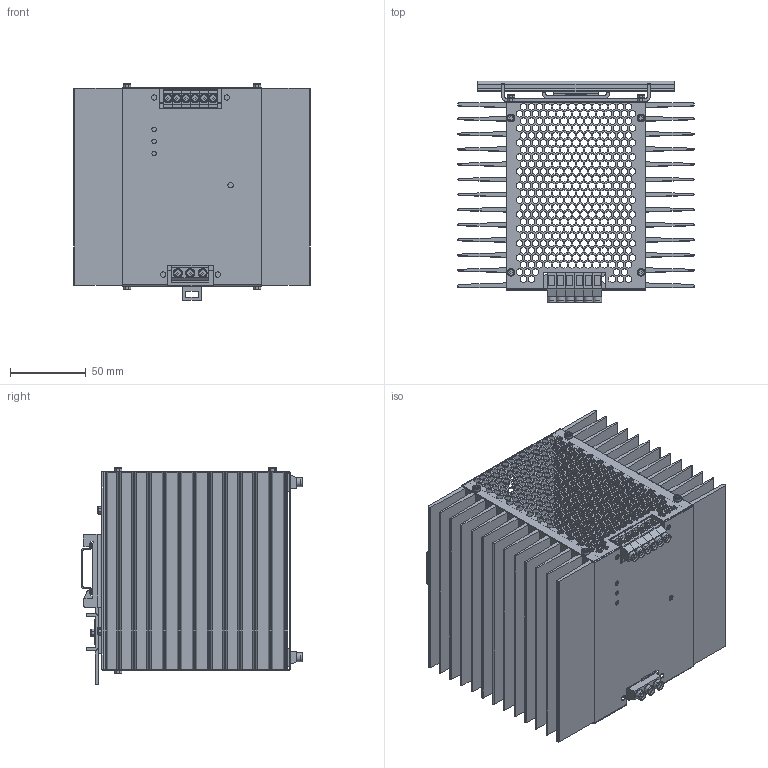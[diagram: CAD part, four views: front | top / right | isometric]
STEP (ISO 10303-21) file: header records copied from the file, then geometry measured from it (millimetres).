
FILE_DESCRIPTION(/* description */ (''),/* implementation_level */ '2;1');
FILE_NAME(/* name */ 'ИПС-500 (габариты).stp',/* time_stamp */ '2022-01-21T09:38:46+07:00',/* author */ ('YA'),/* organization */ (''),/* preprocessor_version */ 'ST-DEVELOPER v17',/* originating_system */ 'Autodesk Inventor 2019',/* authorisation */ '');
FILE_SCHEMA (('AUTOMOTIVE_DESIGN { 1 0 10303 214 3 1 1 }'));
Products named in the file (42): ИПС-500 (габариты); ИПС-500 (габариты)
1; ИПС-500 (габариты)
2; ИПС-500 (габариты)
3; ИПС-500 (габариты)
4; ИПС-500 (габариты)
5; ИПС-500 (габариты)
6; ИПС-500 (габариты)
7; ИПС-500 (габариты)
8; ИПС-500 (габариты)
9; ИПС-500 (габариты)
10; ИПС-500 (габариты)
11; ИПС-500 (габариты)
12; ИПС-500 (габариты)
13; ИПС-500 (габариты)
14; ИПС-500 (габариты)
15; ИПС-500 (габариты)
16; ИПС-500 (габариты)
17; ИПС-500 (габариты)
18; ИПС-500 (габариты)
19; ИПС-500 (габариты)
20; ИПС-500 (габариты)
21; ИПС-500 (габариты)
22; ИПС-500 (габариты)
23; ИПС-500 (габариты)
24; ИПС-500 (габариты)
25; ИПС-500 (габариты)
26; ИПС-500 (габариты)
27; ИПС-500 (габариты)
28; ИПС-500 (габариты)
29; ИПС-500 (габариты)
30; ИПС-500 (габариты)
31; ИПС-500 (габариты)
32; ИПС-500 (габариты)
33; ИПС-500 (габариты)
34; ИПС-500 (габариты)
35; ИПС-500 (габариты)
36; ИПС-500 (габариты)
37; ИПС-500 (габариты)
38; ИПС-500 (габариты)
39 ...
Assembly tree (41 placements, depth 2):
  ИПС-500 (габариты)
    ИПС-500 (габариты)
1
    ИПС-500 (габариты)
2
    ИПС-500 (габариты)
3
    ИПС-500 (габариты)
4
    ИПС-500 (габариты)
5
    ИПС-500 (габариты)
6
    ИПС-500 (габариты)
7
    ИПС-500 (габариты)
8
    ИПС-500 (габариты)
9
    ИПС-500 (габариты)
10
    ИПС-500 (габариты)
11
    ИПС-500 (габариты)
12
    ИПС-500 (габариты)
13
    ИПС-500 (габариты)
14
    ИПС-500 (габариты)
15
    ИПС-500 (габариты)
16
    ИПС-500 (габариты)
17
    ИПС-500 (габариты)
18
    ИПС-500 (габариты)
19
    ИПС-500 (габариты)
20
    ИПС-500 (габариты)
21
    ИПС-500 (габариты)
22
    ИПС-500 (габариты)
23
    ИПС-500 (габариты)
24
    ИПС-500 (габариты)
25
    ИПС-500 (габариты)
26
    ИПС-500 (габариты)
27
    ИПС-500 (габариты)
28
    ИПС-500 (габариты)
29
    ИПС-500 (габариты)
30
    ИПС-500 (габариты)
31
    ИПС-500 (габариты)
32
    ИПС-500 (габариты)
33
    ИПС-500 (габариты)
34
    ИПС-500 (габариты)
35
    ИПС-500 (габариты)
36
    ИПС-500 (габариты)
37
    ИПС-500 (габариты)
38
    ИПС-500 (габариты)
39
    ИПС-500 (габариты)
40
    ИПС-500 (габариты)
41
Bounding box: 156 x 146.45 x 143.1 mm (x, y, z)
Volume: 469853.7 mm3; surface area: 400276.3 mm2
Topology: 41 solids, 41 shells, 5201 faces, 15449 edges, 10339 vertices
Faces by surface type: plane 4974, cylinder 211, torus 16
Full cylindrical faces by diameter (mm): 2.3 x2, 3 x33, 3.5 x17, 5 x25, 5.5 x9, 6 x9
Entity records: 176561 total; most frequent: CARTESIAN_POINT 32032, ORIENTED_EDGE 30898, DIRECTION 26454, EDGE_CURVE 15449, LINE 14500, VECTOR 14500, VERTEX_POINT 10339, EDGE_LOOP 6680
